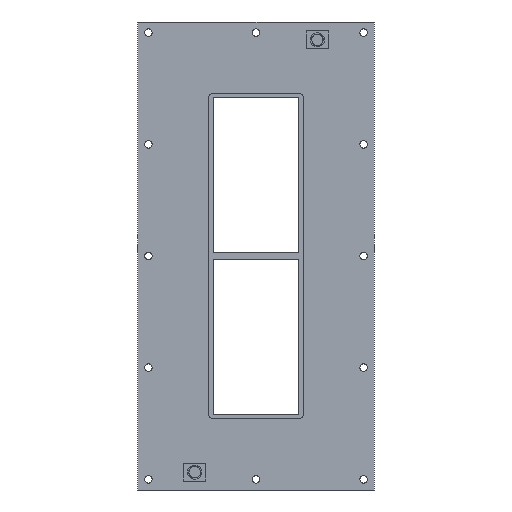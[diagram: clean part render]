
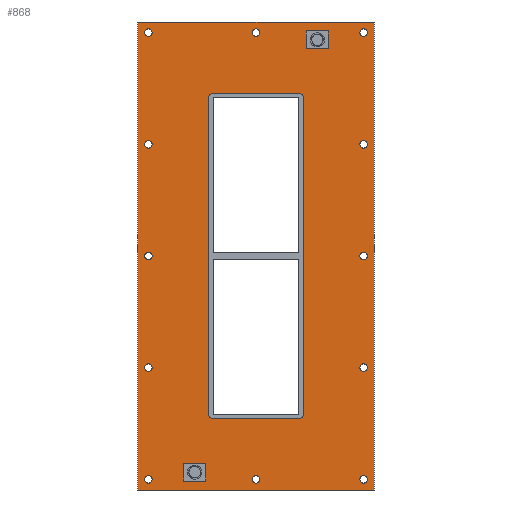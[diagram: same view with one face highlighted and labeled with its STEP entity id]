
A CAD part, front view. The second image highlights one B-rep face of the part: STEP entity #868.
In plain terms, the highlighted planar face has unit normal (0, -1, 0).
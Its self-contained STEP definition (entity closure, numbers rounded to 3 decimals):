
#84=CARTESIAN_POINT('',(-146.,0.0,-314.0));
#85=VERTEX_POINT('',#84);
#86=CARTESIAN_POINT('',(-151.25,0.0,-314.0));
#87=DIRECTION('',(0.0,1.0,0.0));
#88=DIRECTION('',(1.0,0.0,0.0));
#89=AXIS2_PLACEMENT_3D('',#86,#87,#88);
#90=CIRCLE('',#89,5.25);
#91=EDGE_CURVE('',#85,#85,#90,.T.);
#112=CARTESIAN_POINT('',(156.6,0.0,-157.));
#113=VERTEX_POINT('',#112);
#114=CARTESIAN_POINT('',(151.35,0.0,-157.));
#115=DIRECTION('',(0.0,1.0,0.0));
#116=DIRECTION('',(1.0,0.0,0.0));
#117=AXIS2_PLACEMENT_3D('',#114,#115,#116);
#118=CIRCLE('',#117,5.25);
#119=EDGE_CURVE('',#113,#113,#118,.T.);
#140=CARTESIAN_POINT('',(-146.,0.0,-157.));
#141=VERTEX_POINT('',#140);
#142=CARTESIAN_POINT('',(-151.25,0.0,-157.));
#143=DIRECTION('',(0.0,1.0,0.0));
#144=DIRECTION('',(1.0,0.0,0.0));
#145=AXIS2_PLACEMENT_3D('',#142,#143,#144);
#146=CIRCLE('',#145,5.25);
#147=EDGE_CURVE('',#141,#141,#146,.T.);
#168=CARTESIAN_POINT('',(156.6,0.0,0.));
#169=VERTEX_POINT('',#168);
#170=CARTESIAN_POINT('',(151.35,0.0,0.));
#171=DIRECTION('',(0.0,1.0,0.0));
#172=DIRECTION('',(1.0,0.0,0.0));
#173=AXIS2_PLACEMENT_3D('',#170,#171,#172);
#174=CIRCLE('',#173,5.25);
#175=EDGE_CURVE('',#169,#169,#174,.T.);
#196=CARTESIAN_POINT('',(-146.,0.0,0.));
#197=VERTEX_POINT('',#196);
#198=CARTESIAN_POINT('',(-151.25,0.0,0.));
#199=DIRECTION('',(0.0,1.0,0.0));
#200=DIRECTION('',(1.0,0.0,0.0));
#201=AXIS2_PLACEMENT_3D('',#198,#199,#200);
#202=CIRCLE('',#201,5.25);
#203=EDGE_CURVE('',#197,#197,#202,.T.);
#224=CARTESIAN_POINT('',(156.6,0.0,157.));
#225=VERTEX_POINT('',#224);
#226=CARTESIAN_POINT('',(151.35,0.0,157.));
#227=DIRECTION('',(0.0,1.0,0.0));
#228=DIRECTION('',(1.0,0.0,0.0));
#229=AXIS2_PLACEMENT_3D('',#226,#227,#228);
#230=CIRCLE('',#229,5.25);
#231=EDGE_CURVE('',#225,#225,#230,.T.);
#252=CARTESIAN_POINT('',(-146.,0.0,157.));
#253=VERTEX_POINT('',#252);
#254=CARTESIAN_POINT('',(-151.25,0.0,157.));
#255=DIRECTION('',(0.0,1.0,0.0));
#256=DIRECTION('',(1.0,0.0,0.0));
#257=AXIS2_PLACEMENT_3D('',#254,#255,#256);
#258=CIRCLE('',#257,5.25);
#259=EDGE_CURVE('',#253,#253,#258,.T.);
#280=CARTESIAN_POINT('',(5.3,0.0,314.));
#281=VERTEX_POINT('',#280);
#282=CARTESIAN_POINT('',(0.05,0.0,314.));
#283=DIRECTION('',(0.0,1.0,0.0));
#284=DIRECTION('',(1.0,0.0,0.0));
#285=AXIS2_PLACEMENT_3D('',#282,#283,#284);
#286=CIRCLE('',#285,5.25);
#287=EDGE_CURVE('',#281,#281,#286,.T.);
#308=CARTESIAN_POINT('',(5.3,0.0,-314.0));
#309=VERTEX_POINT('',#308);
#310=CARTESIAN_POINT('',(0.05,0.0,-314.0));
#311=DIRECTION('',(0.0,1.0,0.0));
#312=DIRECTION('',(1.0,0.0,0.0));
#313=AXIS2_PLACEMENT_3D('',#310,#311,#312);
#314=CIRCLE('',#313,5.25);
#315=EDGE_CURVE('',#309,#309,#314,.T.);
#336=CARTESIAN_POINT('',(156.6,0.0,-314.0));
#337=VERTEX_POINT('',#336);
#338=CARTESIAN_POINT('',(151.35,0.0,-314.0));
#339=DIRECTION('',(0.0,1.0,0.0));
#340=DIRECTION('',(1.0,0.0,0.0));
#341=AXIS2_PLACEMENT_3D('',#338,#339,#340);
#342=CIRCLE('',#341,5.25);
#343=EDGE_CURVE('',#337,#337,#342,.T.);
#364=CARTESIAN_POINT('',(-146.,0.0,314.));
#365=VERTEX_POINT('',#364);
#366=CARTESIAN_POINT('',(-151.25,0.0,314.));
#367=DIRECTION('',(0.0,1.0,0.0));
#368=DIRECTION('',(1.0,0.0,0.0));
#369=AXIS2_PLACEMENT_3D('',#366,#367,#368);
#370=CIRCLE('',#369,5.25);
#371=EDGE_CURVE('',#365,#365,#370,.T.);
#392=CARTESIAN_POINT('',(156.6,0.0,314.));
#393=VERTEX_POINT('',#392);
#394=CARTESIAN_POINT('',(151.35,0.0,314.));
#395=DIRECTION('',(0.0,1.0,0.0));
#396=DIRECTION('',(1.0,0.0,0.0));
#397=AXIS2_PLACEMENT_3D('',#394,#395,#396);
#398=CIRCLE('',#397,5.25);
#399=EDGE_CURVE('',#393,#393,#398,.T.);
#723=CARTESIAN_POINT('',(0.,0.0,0.0));
#724=DIRECTION('',(0.0,1.0,0.0));
#725=DIRECTION('',(0.0,0.0,1.0));
#726=AXIS2_PLACEMENT_3D('',#723,#724,#725);
#727=PLANE('',#726);
#728=CARTESIAN_POINT('',(-166.25,0.0,329.0));
#729=VERTEX_POINT('',#728);
#730=CARTESIAN_POINT('',(166.25,0.0,329.0));
#731=VERTEX_POINT('',#730);
#732=CARTESIAN_POINT('',(-166.25,0.0,329.0));
#733=DIRECTION('',(1.0,0.0,0.0));
#734=VECTOR('',#733,332.5);
#735=LINE('',#732,#734);
#736=EDGE_CURVE('',#729,#731,#735,.T.);
#737=ORIENTED_EDGE('',*,*,#736,.F.);
#738=CARTESIAN_POINT('',(-166.25,0.0,-329.0));
#739=VERTEX_POINT('',#738);
#740=CARTESIAN_POINT('',(-166.25,0.0,-329.0));
#741=DIRECTION('',(0.0,0.0,1.0));
#742=VECTOR('',#741,658.0);
#743=LINE('',#740,#742);
#744=EDGE_CURVE('',#739,#729,#743,.T.);
#745=ORIENTED_EDGE('',*,*,#744,.F.);
#746=CARTESIAN_POINT('',(166.25,0.0,-329.0));
#747=VERTEX_POINT('',#746);
#748=CARTESIAN_POINT('',(166.25,0.0,-329.0));
#749=DIRECTION('',(-1.0,0.0,0.0));
#750=VECTOR('',#749,332.5);
#751=LINE('',#748,#750);
#752=EDGE_CURVE('',#747,#739,#751,.T.);
#753=ORIENTED_EDGE('',*,*,#752,.F.);
#754=CARTESIAN_POINT('',(166.25,0.0,329.0));
#755=DIRECTION('',(0.0,0.0,-1.0));
#756=VECTOR('',#755,658.0);
#757=LINE('',#754,#756);
#758=EDGE_CURVE('',#731,#747,#757,.T.);
#759=ORIENTED_EDGE('',*,*,#758,.F.);
#760=EDGE_LOOP('',(#737,#745,#753,#759));
#761=FACE_OUTER_BOUND('',#760,.T.);
#762=ORIENTED_EDGE('',*,*,#91,.T.);
#763=EDGE_LOOP('',(#762));
#764=FACE_BOUND('',#763,.T.);
#765=ORIENTED_EDGE('',*,*,#119,.T.);
#766=EDGE_LOOP('',(#765));
#767=FACE_BOUND('',#766,.T.);
#768=ORIENTED_EDGE('',*,*,#147,.T.);
#769=EDGE_LOOP('',(#768));
#770=FACE_BOUND('',#769,.T.);
#771=ORIENTED_EDGE('',*,*,#175,.T.);
#772=EDGE_LOOP('',(#771));
#773=FACE_BOUND('',#772,.T.);
#774=ORIENTED_EDGE('',*,*,#203,.T.);
#775=EDGE_LOOP('',(#774));
#776=FACE_BOUND('',#775,.T.);
#777=ORIENTED_EDGE('',*,*,#231,.T.);
#778=EDGE_LOOP('',(#777));
#779=FACE_BOUND('',#778,.T.);
#780=ORIENTED_EDGE('',*,*,#259,.T.);
#781=EDGE_LOOP('',(#780));
#782=FACE_BOUND('',#781,.T.);
#783=ORIENTED_EDGE('',*,*,#287,.T.);
#784=EDGE_LOOP('',(#783));
#785=FACE_BOUND('',#784,.T.);
#786=ORIENTED_EDGE('',*,*,#315,.T.);
#787=EDGE_LOOP('',(#786));
#788=FACE_BOUND('',#787,.T.);
#789=ORIENTED_EDGE('',*,*,#343,.T.);
#790=EDGE_LOOP('',(#789));
#791=FACE_BOUND('',#790,.T.);
#792=ORIENTED_EDGE('',*,*,#371,.T.);
#793=EDGE_LOOP('',(#792));
#794=FACE_BOUND('',#793,.T.);
#795=ORIENTED_EDGE('',*,*,#399,.T.);
#796=EDGE_LOOP('',(#795));
#797=FACE_BOUND('',#796,.T.);
#798=CARTESIAN_POINT('',(-60.25,0.0,229.));
#799=VERTEX_POINT('',#798);
#800=CARTESIAN_POINT('',(-66.25,0.0,223.0));
#801=VERTEX_POINT('',#800);
#802=CARTESIAN_POINT('',(-60.25,0.0,223.0));
#803=DIRECTION('',(0.0,-1.0,0.0));
#804=DIRECTION('',(-0.707,0.0,0.707));
#805=AXIS2_PLACEMENT_3D('',#802,#803,#804);
#806=CIRCLE('',#805,6.);
#807=EDGE_CURVE('',#799,#801,#806,.T.);
#808=ORIENTED_EDGE('',*,*,#807,.F.);
#809=CARTESIAN_POINT('',(60.25,0.0,229.));
#810=VERTEX_POINT('',#809);
#811=CARTESIAN_POINT('',(60.25,0.0,229.));
#812=DIRECTION('',(-1.0,0.0,0.0));
#813=VECTOR('',#812,120.5);
#814=LINE('',#811,#813);
#815=EDGE_CURVE('',#810,#799,#814,.T.);
#816=ORIENTED_EDGE('',*,*,#815,.F.);
#817=CARTESIAN_POINT('',(66.25,0.0,223.0));
#818=VERTEX_POINT('',#817);
#819=CARTESIAN_POINT('',(60.25,0.0,223.0));
#820=DIRECTION('',(0.0,-1.0,0.0));
#821=DIRECTION('',(0.707,0.0,0.707));
#822=AXIS2_PLACEMENT_3D('',#819,#820,#821);
#823=CIRCLE('',#822,6.);
#824=EDGE_CURVE('',#818,#810,#823,.T.);
#825=ORIENTED_EDGE('',*,*,#824,.F.);
#826=CARTESIAN_POINT('',(66.25,0.0,-223.0));
#827=VERTEX_POINT('',#826);
#828=CARTESIAN_POINT('',(66.25,0.0,-223.0));
#829=DIRECTION('',(0.0,0.0,1.0));
#830=VECTOR('',#829,446.0);
#831=LINE('',#828,#830);
#832=EDGE_CURVE('',#827,#818,#831,.T.);
#833=ORIENTED_EDGE('',*,*,#832,.F.);
#834=CARTESIAN_POINT('',(60.25,0.0,-229.));
#835=VERTEX_POINT('',#834);
#836=CARTESIAN_POINT('',(60.25,0.0,-223.0));
#837=DIRECTION('',(0.0,-1.0,0.0));
#838=DIRECTION('',(0.707,0.0,-0.707));
#839=AXIS2_PLACEMENT_3D('',#836,#837,#838);
#840=CIRCLE('',#839,6.);
#841=EDGE_CURVE('',#835,#827,#840,.T.);
#842=ORIENTED_EDGE('',*,*,#841,.F.);
#843=CARTESIAN_POINT('',(-60.25,0.0,-229.));
#844=VERTEX_POINT('',#843);
#845=CARTESIAN_POINT('',(-60.25,0.0,-229.));
#846=DIRECTION('',(1.0,0.0,0.0));
#847=VECTOR('',#846,120.5);
#848=LINE('',#845,#847);
#849=EDGE_CURVE('',#844,#835,#848,.T.);
#850=ORIENTED_EDGE('',*,*,#849,.F.);
#851=CARTESIAN_POINT('',(-66.25,0.0,-223.0));
#852=VERTEX_POINT('',#851);
#853=CARTESIAN_POINT('',(-60.25,0.0,-223.0));
#854=DIRECTION('',(0.0,-1.0,0.0));
#855=DIRECTION('',(-0.707,0.0,-0.707));
#856=AXIS2_PLACEMENT_3D('',#853,#854,#855);
#857=CIRCLE('',#856,6.);
#858=EDGE_CURVE('',#852,#844,#857,.T.);
#859=ORIENTED_EDGE('',*,*,#858,.F.);
#860=CARTESIAN_POINT('',(-66.25,0.0,223.0));
#861=DIRECTION('',(0.0,0.0,-1.0));
#862=VECTOR('',#861,446.0);
#863=LINE('',#860,#862);
#864=EDGE_CURVE('',#801,#852,#863,.T.);
#865=ORIENTED_EDGE('',*,*,#864,.F.);
#866=EDGE_LOOP('',(#808,#816,#825,#833,#842,#850,#859,#865));
#867=FACE_BOUND('',#866,.T.);
#868=ADVANCED_FACE('',(#761,#764,#767,#770,#773,#776,#779,#782,#785,#788,#791,#794,#797,#867),#727,.F.);
